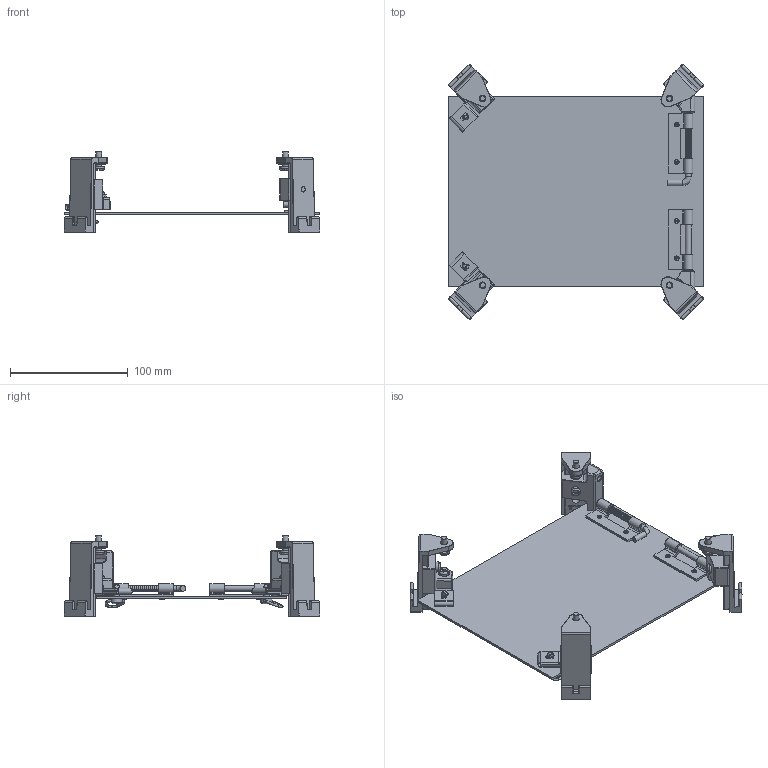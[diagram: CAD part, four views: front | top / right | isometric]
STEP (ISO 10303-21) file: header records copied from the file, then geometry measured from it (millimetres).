
FILE_DESCRIPTION (( 'STEP AP214' ), '1' );
FILE_NAME ('FR80804SPKA.STEP', '2020-10-05T18:12:01', ( '' ), ( '' ), 'SwSTEP 2.0', 'SolidWorks 2019', '' );
FILE_SCHEMA (( 'AUTOMOTIVE_DESIGN' ));
Length unit declared in the file: inch
Products named in the file (1): FR80804SPKA
Bounding box: 217.56 x 217.34 x 68.64 mm (x, y, z)
Volume: 178733.1 mm3; surface area: 139824.4 mm2
Topology: 50 solids, 50 shells, 1461 faces, 3454 edges, 2088 vertices
Faces by surface type: plane 595, cylinder 469, bspline 374, cone 23
Full cylindrical faces by diameter (mm): 1.27 x4, 2 x8, 3.4 x2, 3.556 x4, 3.658 x8, 3.962 x7, 4.064 x8, 4.7 x2, 4.74 x3, 4.826 x11, 5 x2, 5.5 x4, 5.588 x4, 6.248 x7, 6.35 x20, 6.426 x6, 7.925 x4, 8 x5, 8.89 x2, 9.2 x2, 9.474 x6, 10 x2, 11 x4
Entity records: 58621 total; most frequent: CARTESIAN_POINT 28423, ORIENTED_EDGE 6184, DIRECTION 5316, EDGE_CURVE 3092, VERTEX_POINT 2000, AXIS2_PLACEMENT_3D 1852, EDGE_LOOP 1828, FACE_OUTER_BOUND 1644
